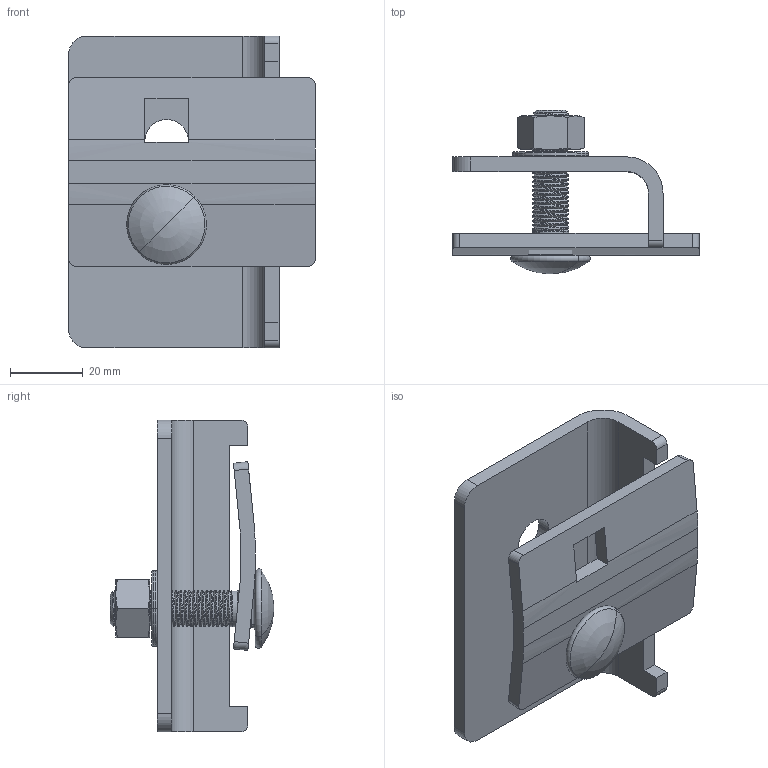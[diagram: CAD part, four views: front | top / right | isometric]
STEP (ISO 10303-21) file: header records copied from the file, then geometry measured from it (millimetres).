
FILE_DESCRIPTION((''),'2;1');
FILE_NAME('751625_ASM','2018-11-08T19:03:26',('tomasz.grudniewski'),(''),'CREO PARAMETRIC BY PTC INC, 2018260','CREO PARAMETRIC BY PTC INC, 2018260','');
FILE_SCHEMA(('CONFIG_CONTROL_DESIGN'));
Length unit declared in the file: millimetre
Products named in the file (6): UDD_A; UDD_B; M10; M10_A; M10_B; 751625_ASM
Assembly tree (5 placements, depth 2):
  751625_ASM
    UDD_A
    UDD_B
    M10
    M10_A
    M10_B
Bounding box: 68 x 45.2 x 86 mm (x, y, z)
Volume: 42470.2 mm3; surface area: 25472.4 mm2
Topology: 5 solids, 5 shells, 206 faces, 545 edges, 346 vertices
Faces by surface type: cylinder 96, plane 46, bspline 26, cone 20, torus 16, sphere 2
Entity records: 12821 total; most frequent: CARTESIAN_POINT 7974, ORIENTED_EDGE 1086, DIRECTION 829, EDGE_CURVE 543, VERTEX_POINT 346, AXIS2_PLACEMENT_3D 304, VECTOR 221, LINE 221
